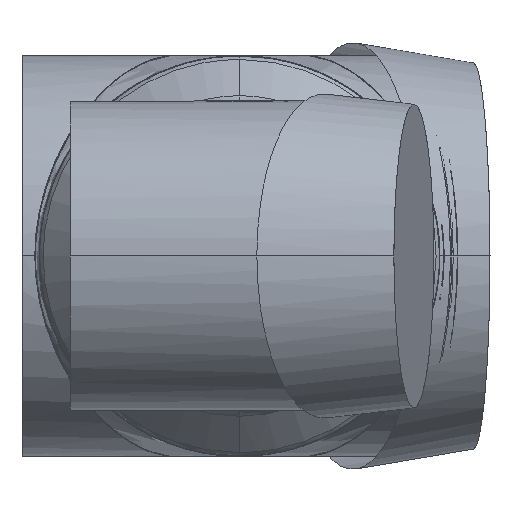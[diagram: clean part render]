
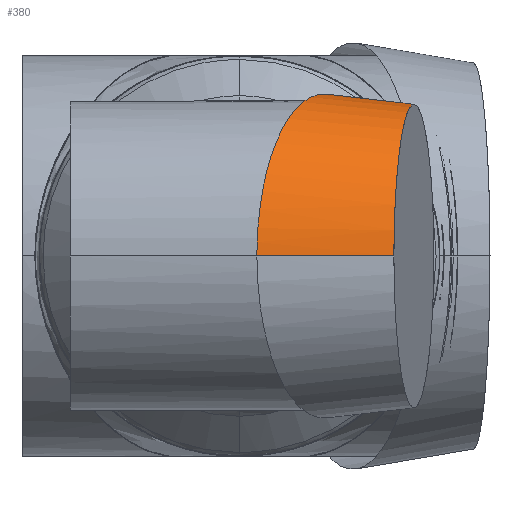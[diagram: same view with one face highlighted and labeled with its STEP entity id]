
A CAD part, left-side view. The second image highlights one B-rep face of the part: STEP entity #380.
In plain terms, the highlighted free-form (B-spline) face has degree [1, 3] with [2, 18] control points.
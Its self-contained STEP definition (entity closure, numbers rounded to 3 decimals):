
#380=ADVANCED_FACE('',(#488),#2063,.T.);
#488=FACE_OUTER_BOUND('',#596,.T.);
#596=EDGE_LOOP('',(#713,#714,#715,#716));
#713=ORIENTED_EDGE('',*,*,#1200,.T.);
#714=ORIENTED_EDGE('',*,*,#1198,.T.);
#715=ORIENTED_EDGE('',*,*,#1201,.T.);
#716=ORIENTED_EDGE('',*,*,#1202,.F.);
#1198=EDGE_CURVE('',#1763,#1762,#1564,.T.);
#1200=EDGE_CURVE('',#1760,#1763,#1566,.T.);
#1201=EDGE_CURVE('',#1762,#1761,#1567,.T.);
#1202=EDGE_CURVE('',#1760,#1761,#1568,.T.);
#1564=B_SPLINE_CURVE_WITH_KNOTS('',1,(#2341,#2342),.UNSPECIFIED.,.F.,.F.,
(2,2),(0.,52.474),.UNSPECIFIED.);
#1566=B_SPLINE_CURVE_WITH_KNOTS('',3,(#2361,#2362,#2363,#2364,#2365,#2366,
#2367,#2368,#2369,#2370,#2371,#2372,#2373,#2374,#2375,#2376,#2377,#2378),
 .UNSPECIFIED.,.F.,.F.,(4,2,2,2,2,2,2,2,4),(0.,24.946,49.892,
74.837,99.783,124.729,149.675,174.62,
199.566),.UNSPECIFIED.);
#1567=B_SPLINE_CURVE_WITH_KNOTS('',3,(#2379,#2380,#2381,#2382,#2383,#2384,
#2385,#2386,#2387,#2388,#2389,#2390,#2391,#2392,#2393,#2394,#2395,#2396,
#2397,#2398,#2399,#2400,#2401,#2402,#2403),.UNSPECIFIED.,.F.,.F.,(4,3,3,
3,3,3,3,3,4),(0.,22.173,44.437,66.849,89.417,
112.102,134.848,157.606,180.36),
 .UNSPECIFIED.);
#1568=B_SPLINE_CURVE_WITH_KNOTS('',1,(#2404,#2405),.UNSPECIFIED.,.F.,.F.,
(2,2),(-16.604,0.),.UNSPECIFIED.);
#1760=VERTEX_POINT('',#2312);
#1761=VERTEX_POINT('',#2313);
#1762=VERTEX_POINT('',#2314);
#1763=VERTEX_POINT('',#2315);
#2063=B_SPLINE_SURFACE_WITH_KNOTS('',1,3,((#2276,#2277,#2278,#2279,#2280,
#2281,#2282,#2283,#2284,#2285,#2286,#2287,#2288,#2289,#2290,#2291,#2292,
#2293),(#2294,#2295,#2296,#2297,#2298,#2299,#2300,#2301,#2302,#2303,#2304,
#2305,#2306,#2307,#2308,#2309,#2310,#2311)),.UNSPECIFIED.,.F.,.F.,.F.,(2,
2),(4,2,2,2,2,2,2,2,4),(0.,105.215),(0.,24.946,
49.892,74.837,99.783,124.729,149.675,
174.62,199.566),.UNSPECIFIED.);
#2276=CARTESIAN_POINT('',(-679.803,-182.487,127.15));
#2277=CARTESIAN_POINT('',(-679.803,-182.487,135.079));
#2278=CARTESIAN_POINT('',(-678.228,-183.137,143.004));
#2279=CARTESIAN_POINT('',(-672.164,-185.642,157.657));
#2280=CARTESIAN_POINT('',(-667.677,-187.495,164.379));
#2281=CARTESIAN_POINT('',(-656.468,-192.123,175.601));
#2282=CARTESIAN_POINT('',(-649.75,-194.896,180.096));
#2283=CARTESIAN_POINT('',(-635.097,-200.943,186.179));
#2284=CARTESIAN_POINT('',(-627.168,-204.214,187.763));
#2285=CARTESIAN_POINT('',(-611.298,-210.759,187.776));
#2286=CARTESIAN_POINT('',(-603.363,-214.03,186.204));
#2287=CARTESIAN_POINT('',(-588.692,-220.077,180.14));
#2288=CARTESIAN_POINT('',(-581.961,-222.85,175.65));
#2289=CARTESIAN_POINT('',(-570.726,-227.478,164.428));
#2290=CARTESIAN_POINT('',(-566.227,-229.331,157.701));
#2291=CARTESIAN_POINT('',(-560.144,-231.836,143.03));
#2292=CARTESIAN_POINT('',(-558.564,-232.487,135.092));
#2293=CARTESIAN_POINT('',(-558.564,-232.487,127.15));
#2294=CARTESIAN_POINT('',(-668.63,-233.758,127.15));
#2295=CARTESIAN_POINT('',(-668.63,-233.757,134.489));
#2296=CARTESIAN_POINT('',(-667.141,-234.175,141.825));
#2297=CARTESIAN_POINT('',(-661.407,-235.748,155.385));
#2298=CARTESIAN_POINT('',(-657.164,-236.901,161.602));
#2299=CARTESIAN_POINT('',(-646.556,-239.677,171.974));
#2300=CARTESIAN_POINT('',(-640.194,-241.294,176.125));
#2301=CARTESIAN_POINT('',(-626.303,-244.629,181.732));
#2302=CARTESIAN_POINT('',(-618.779,-246.338,183.186));
#2303=CARTESIAN_POINT('',(-603.695,-249.492,183.176));
#2304=CARTESIAN_POINT('',(-596.142,-250.931,181.713));
#2305=CARTESIAN_POINT('',(-582.149,-253.319,176.092));
#2306=CARTESIAN_POINT('',(-575.716,-254.269,171.937));
#2307=CARTESIAN_POINT('',(-564.958,-255.669,161.565));
#2308=CARTESIAN_POINT('',(-560.64,-256.132,155.351));
#2309=CARTESIAN_POINT('',(-554.797,-256.703,141.806));
#2310=CARTESIAN_POINT('',(-553.277,-256.827,134.479));
#2311=CARTESIAN_POINT('',(-553.277,-256.827,127.15));
#2312=CARTESIAN_POINT('',(-558.564,-232.487,127.15));
#2313=CARTESIAN_POINT('',(-555.04,-248.712,127.15));
#2314=CARTESIAN_POINT('',(-668.63,-233.758,127.15));
#2315=CARTESIAN_POINT('',(-679.803,-182.487,127.15));
#2341=CARTESIAN_POINT('',(-679.803,-182.487,127.15));
#2342=CARTESIAN_POINT('',(-668.63,-233.758,127.15));
#2361=CARTESIAN_POINT('',(-558.564,-232.487,127.15));
#2362=CARTESIAN_POINT('',(-558.564,-232.487,135.092));
#2363=CARTESIAN_POINT('',(-560.144,-231.836,143.03));
#2364=CARTESIAN_POINT('',(-566.227,-229.331,157.701));
#2365=CARTESIAN_POINT('',(-570.726,-227.478,164.428));
#2366=CARTESIAN_POINT('',(-581.961,-222.85,175.65));
#2367=CARTESIAN_POINT('',(-588.692,-220.077,180.14));
#2368=CARTESIAN_POINT('',(-603.363,-214.03,186.204));
#2369=CARTESIAN_POINT('',(-611.298,-210.759,187.776));
#2370=CARTESIAN_POINT('',(-627.168,-204.214,187.763));
#2371=CARTESIAN_POINT('',(-635.097,-200.943,186.179));
#2372=CARTESIAN_POINT('',(-649.75,-194.896,180.096));
#2373=CARTESIAN_POINT('',(-656.468,-192.123,175.601));
#2374=CARTESIAN_POINT('',(-667.677,-187.495,164.379));
#2375=CARTESIAN_POINT('',(-672.164,-185.642,157.657));
#2376=CARTESIAN_POINT('',(-678.228,-183.137,143.004));
#2377=CARTESIAN_POINT('',(-679.803,-182.487,135.079));
#2378=CARTESIAN_POINT('',(-679.803,-182.487,127.15));
#2379=CARTESIAN_POINT('',(-668.63,-233.758,127.15));
#2380=CARTESIAN_POINT('',(-668.63,-233.758,134.496));
#2381=CARTESIAN_POINT('',(-667.188,-233.948,141.835));
#2382=CARTESIAN_POINT('',(-664.414,-234.313,148.627));
#2383=CARTESIAN_POINT('',(-661.63,-234.679,155.447));
#2384=CARTESIAN_POINT('',(-657.507,-235.222,161.705));
#2385=CARTESIAN_POINT('',(-652.363,-235.899,166.946));
#2386=CARTESIAN_POINT('',(-647.185,-236.581,172.221));
#2387=CARTESIAN_POINT('',(-640.974,-237.399,176.463));
#2388=CARTESIAN_POINT('',(-634.2,-238.291,179.365));
#2389=CARTESIAN_POINT('',(-627.38,-239.189,182.287));
#2390=CARTESIAN_POINT('',(-619.987,-240.162,183.853));
#2391=CARTESIAN_POINT('',(-612.577,-241.137,183.95));
#2392=CARTESIAN_POINT('',(-605.13,-242.118,184.047));
#2393=CARTESIAN_POINT('',(-597.661,-243.101,182.661));
#2394=CARTESIAN_POINT('',(-590.737,-244.013,179.89));
#2395=CARTESIAN_POINT('',(-583.796,-244.927,177.112));
#2396=CARTESIAN_POINT('',(-577.401,-245.768,172.943));
#2397=CARTESIAN_POINT('',(-572.049,-246.473,167.688));
#2398=CARTESIAN_POINT('',(-566.694,-247.178,162.431));
#2399=CARTESIAN_POINT('',(-562.389,-247.745,156.093));
#2400=CARTESIAN_POINT('',(-559.473,-248.129,149.152));
#2401=CARTESIAN_POINT('',(-556.558,-248.512,142.213));
#2402=CARTESIAN_POINT('',(-555.04,-248.712,134.687));
#2403=CARTESIAN_POINT('',(-555.04,-248.712,127.15));
#2404=CARTESIAN_POINT('',(-558.564,-232.487,127.15));
#2405=CARTESIAN_POINT('',(-555.04,-248.712,127.15));
